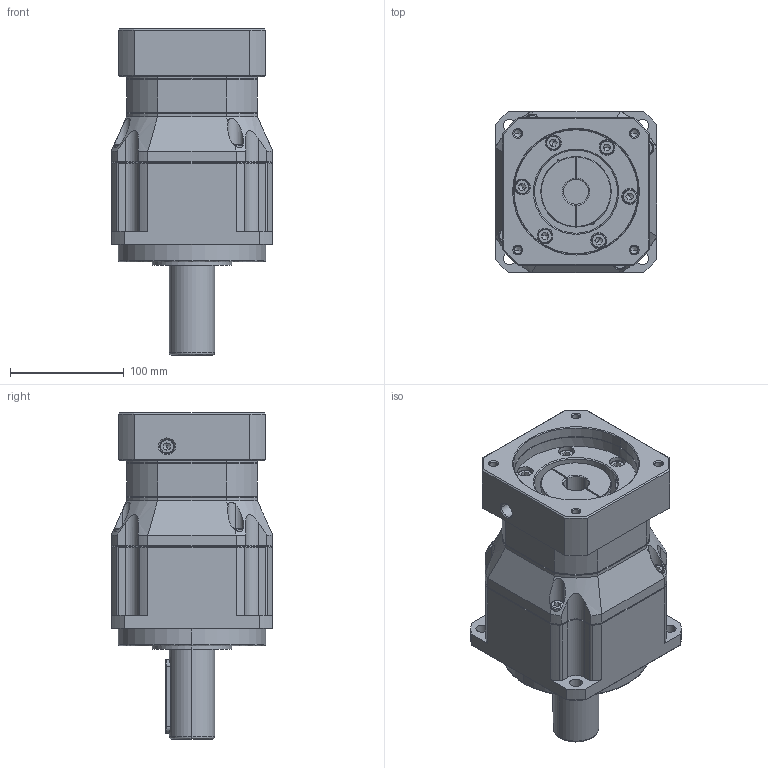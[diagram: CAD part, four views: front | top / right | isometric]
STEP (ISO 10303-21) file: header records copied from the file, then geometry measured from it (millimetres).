
FILE_DESCRIPTION (( 'STEP AP214' ), '1' );
FILE_NAME ('SB142-L2-22-110-145M8.STEP', '2021-12-18T05:56:37', ( 'admin' ), ( '' ), 'SwSTEP 2.0', 'SolidWorks 2013', '' );
FILE_SCHEMA (( 'AUTOMOTIVE_DESIGN' ));
Length unit declared in the file: millimetre
Products named in the file (5): SB142_X2_8F9351FA7AEF_X0_; SB142-L2-22-110-145M8; _X2_87BA9489_X0_ GB_T 70.1 M8 x 25; SB115-110-145M8; SB142-L2_X2_58F34F537AEF_X0_-22
Assembly tree (15 placements, depth 2):
  SB142-L2-22-110-145M8
    SB142_X2_8F9351FA7AEF_X0_
    SB142-L2_X2_58F34F537AEF_X0_-22
    SB115-110-145M8
    _X2_87BA9489_X0_ GB_T 70.1 M8 x 25  x12
Bounding box: 142 x 142 x 287 mm (x, y, z)
Volume: 3641528.5 mm3; surface area: 312848.6 mm2
Topology: 16 solids, 16 shells, 784 faces, 1917 edges, 1175 vertices
Faces by surface type: plane 277, cylinder 262, cone 186, bspline 59
Entity records: 24057 total; most frequent: CARTESIAN_POINT 4929, DIRECTION 2762, ORIENTED_EDGE 2602, EDGE_CURVE 1301, AXIS2_PLACEMENT_3D 1089, VERTEX_POINT 806, EDGE_LOOP 643, LINE 584
